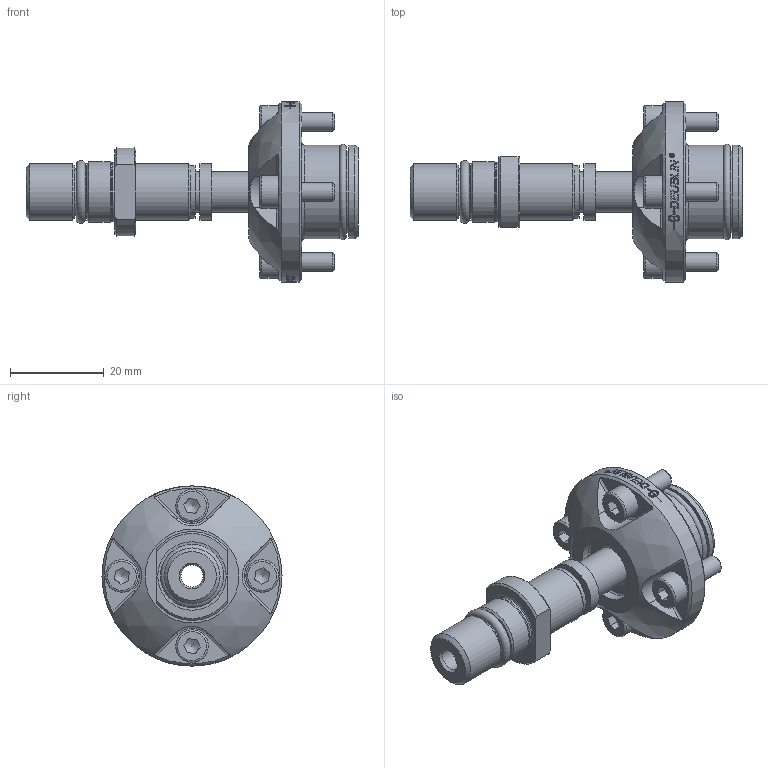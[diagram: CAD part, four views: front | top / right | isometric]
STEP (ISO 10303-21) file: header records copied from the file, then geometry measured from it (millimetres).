
FILE_DESCRIPTION(/* description */ (''),/* implementation_level */ '2;1');
FILE_NAME(/* name */ '1154-003-107-IC.stp',/* time_stamp */ '2020-05-15T16:02:54-05:00',/* author */ ('Moorera'),/* organization */ (''),/* preprocessor_version */ 'ST-DEVELOPER v18.1',/* originating_system */ 'Autodesk Inventor 2020',/* authorisation */ '');
FILE_SCHEMA (('AUTOMOTIVE_DESIGN { 1 0 10303 214 3 1 1 }'));
Products named in the file (1): 1154-003-107-IC
Bounding box: 71 x 38.5 x 38.5 mm (x, y, z)
Volume: 18112.3 mm3; surface area: 9510 mm2
Topology: 3 solids, 3 shells, 517 faces, 1382 edges, 934 vertices
Faces by surface type: bspline 218, plane 171, cylinder 83, cone 23, torus 21, sphere 1
Full cylindrical faces by diameter (mm): 4 x4, 4.75 x1, 4.8 x4, 7 x4, 8.6 x1, 8.636 x1, 9.5 x2, 11.2 x1, 11.7 x1, 12 x3, 12.794 x1, 12.994 x1, 14 x1, 17.45 x1, 20 x2, 38.5 x1
Entity records: 55466 total; most frequent: CARTESIAN_POINT 42676, ORIENTED_EDGE 2756, DIRECTION 2188, EDGE_CURVE 1378, VERTEX_POINT 934, AXIS2_PLACEMENT_3D 822, EDGE_LOOP 590, LINE 544
